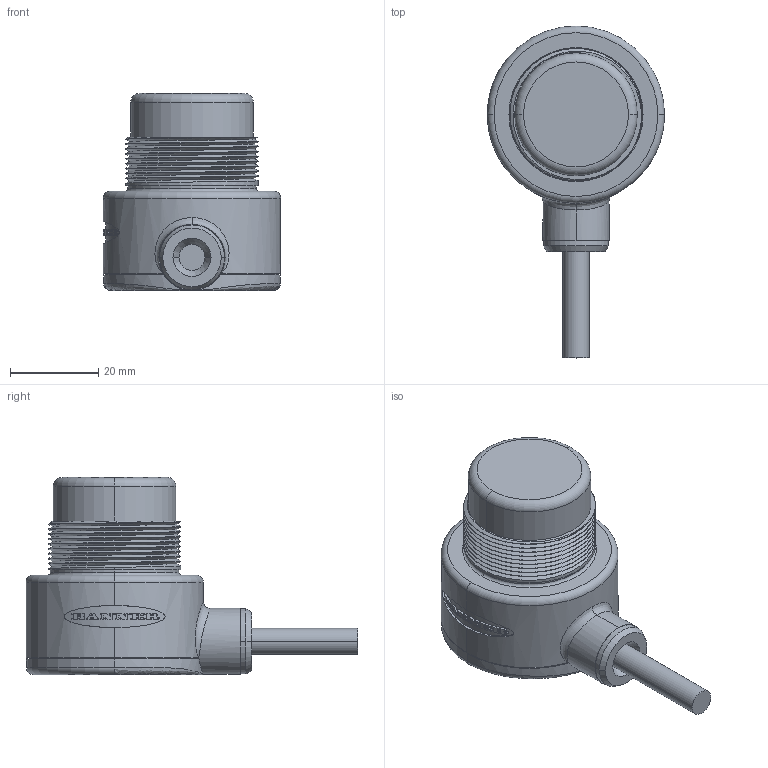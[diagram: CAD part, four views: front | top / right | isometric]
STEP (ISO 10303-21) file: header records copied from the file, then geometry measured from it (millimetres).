
FILE_DESCRIPTION((''),'2;1');
FILE_NAME('154439_SW','2010-10-19T',('banengservice'),('BANNER ENGINEERING'),'PRO/ENGINEER BY PARAMETRIC TECHNOLOGY CORPORATION, 2009141','PRO/ENGINEER BY PARAMETRIC TECHNOLOGY CORPORATION, 2009141','');
FILE_SCHEMA(('CONFIG_CONTROL_DESIGN'));
Length unit declared in the file: inch
Products named in the file (1): 154439_SW
Bounding box: 40.18 x 75.26 x 44.7 mm (x, y, z)
Volume: 13690.5 mm3; surface area: 18184 mm2
Topology: 1 solids, 1 shells, 467 faces, 1254 edges, 817 vertices
Faces by surface type: plane 177, extrusion 152, cylinder 97, cone 16, torus 13, bspline 11, sphere 1
Entity records: 21207 total; most frequent: CARTESIAN_POINT 10065, ORIENTED_EDGE 2500, DIRECTION 1888, EDGE_CURVE 1250, VERTEX_POINT 817, VECTOR 696, AXIS2_PLACEMENT_3D 596, B_SPLINE_CURVE_WITH_KNOTS 566
